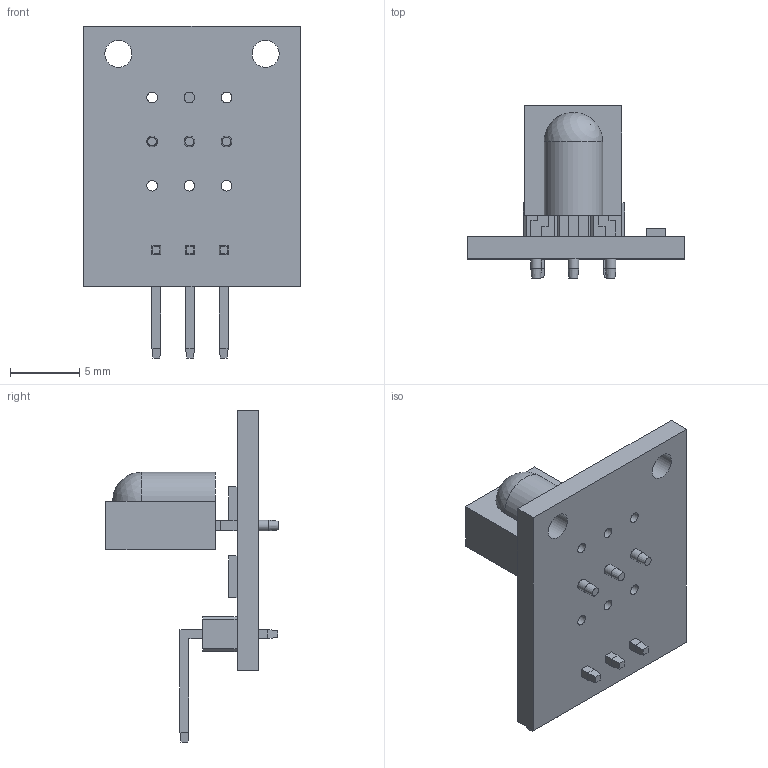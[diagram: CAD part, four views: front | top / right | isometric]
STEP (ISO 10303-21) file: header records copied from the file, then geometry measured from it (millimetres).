
FILE_DESCRIPTION(/* description */ (''),/* implementation_level */ '2;1');
FILE_NAME(/* name */ 'ir_sensor v1.step',/* time_stamp */ '2023-09-28T23:14:16-04:00',/* author */ (''),/* organization */ (''),/* preprocessor_version */ 'ST-DEVELOPER v20',/* originating_system */ 'Autodesk Translation Framework v12.14.0.127',/* authorisation */ '');
FILE_SCHEMA (('AUTOMOTIVE_DESIGN { 1 0 10303 214 3 1 1 }'));
Length unit declared in the file: millimetre
Products named in the file (2): ir_sensor; Default
Assembly tree (1 placements, depth 2):
  ir_sensor
    Default
Bounding box: 15.61 x 12.41 x 23.93 mm (x, y, z)
Volume: 753.8 mm3; surface area: 1120.6 mm2
Topology: 1 solids, 1 shells, 142 faces, 354 edges, 227 vertices
Faces by surface type: plane 126, cylinder 12, cone 3, sphere 1
Full cylindrical faces by diameter (mm): 0.77 x8, 0.777 x1, 1.95 x2
Entity records: 4227 total; most frequent: CARTESIAN_POINT 725, ORIENTED_EDGE 706, DIRECTION 673, EDGE_CURVE 353, LINE 323, VECTOR 323, VERTEX_POINT 227, EDGE_LOOP 176
